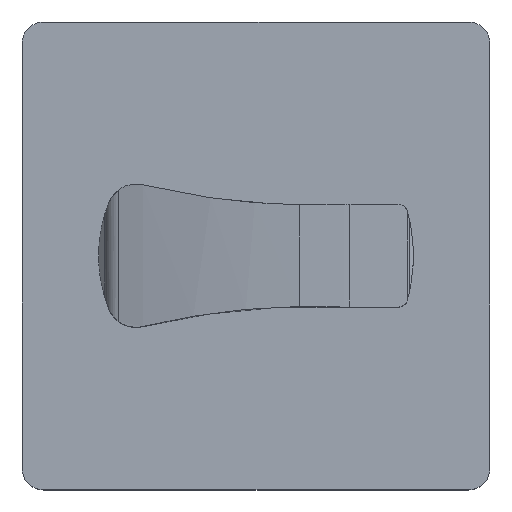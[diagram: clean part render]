
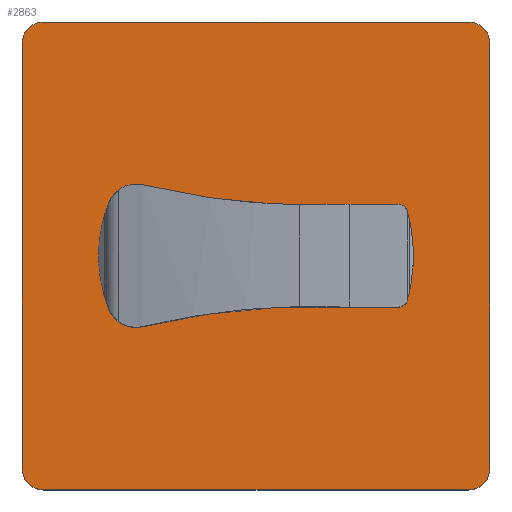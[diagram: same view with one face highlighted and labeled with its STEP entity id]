
A CAD part, top view. The second image highlights one B-rep face of the part: STEP entity #2863.
In plain terms, the highlighted planar face has unit normal (0, 0, 1).
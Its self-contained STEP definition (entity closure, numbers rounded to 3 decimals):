
#2788=CARTESIAN_POINT('',(0.,0.,12.));
#2789=DIRECTION('',(0.0,0.0,1.0));
#2790=DIRECTION('',(1.0,0.0,0.0));
#2791=AXIS2_PLACEMENT_3D('',#2788,#2789,#2790);
#2792=PLANE('',#2791);
#2793=CARTESIAN_POINT('',(32.5,29.5,12.));
#2794=VERTEX_POINT('',#2793);
#2795=CARTESIAN_POINT('',(32.5,-29.5,12.));
#2796=VERTEX_POINT('',#2795);
#2797=CARTESIAN_POINT('',(32.5,29.5,12.0));
#2798=DIRECTION('',(0.0,-1.0,0.0));
#2799=VECTOR('',#2798,59.);
#2800=LINE('',#2797,#2799);
#2801=EDGE_CURVE('',#2794,#2796,#2800,.T.);
#2802=ORIENTED_EDGE('',*,*,#2801,.F.);
#2803=CARTESIAN_POINT('',(29.5,32.5,12.));
#2804=VERTEX_POINT('',#2803);
#2805=CARTESIAN_POINT('',(29.5,29.5,12.0));
#2806=DIRECTION('',(0.0,0.0,-1.0));
#2807=DIRECTION('',(0.707,0.707,0.0));
#2808=AXIS2_PLACEMENT_3D('',#2805,#2806,#2807);
#2809=CIRCLE('',#2808,3.);
#2810=EDGE_CURVE('',#2804,#2794,#2809,.T.);
#2811=ORIENTED_EDGE('',*,*,#2810,.F.);
#2812=CARTESIAN_POINT('',(-29.5,32.5,12.));
#2813=VERTEX_POINT('',#2812);
#2814=CARTESIAN_POINT('',(-29.5,32.5,12.0));
#2815=DIRECTION('',(1.0,0.0,0.0));
#2816=VECTOR('',#2815,58.999);
#2817=LINE('',#2814,#2816);
#2818=EDGE_CURVE('',#2813,#2804,#2817,.T.);
#2819=ORIENTED_EDGE('',*,*,#2818,.F.);
#2820=CARTESIAN_POINT('',(-32.5,29.5,12.));
#2821=VERTEX_POINT('',#2820);
#2822=CARTESIAN_POINT('',(-29.5,29.5,12.0));
#2823=DIRECTION('',(0.0,0.0,-1.0));
#2824=DIRECTION('',(-0.707,0.707,0.0));
#2825=AXIS2_PLACEMENT_3D('',#2822,#2823,#2824);
#2826=CIRCLE('',#2825,3.);
#2827=EDGE_CURVE('',#2821,#2813,#2826,.T.);
#2828=ORIENTED_EDGE('',*,*,#2827,.F.);
#2829=CARTESIAN_POINT('',(-32.5,-29.501,12.));
#2830=VERTEX_POINT('',#2829);
#2831=CARTESIAN_POINT('',(-32.5,-29.501,12.0));
#2832=DIRECTION('',(0.0,1.0,0.0));
#2833=VECTOR('',#2832,59.001);
#2834=LINE('',#2831,#2833);
#2835=EDGE_CURVE('',#2830,#2821,#2834,.T.);
#2836=ORIENTED_EDGE('',*,*,#2835,.F.);
#2837=CARTESIAN_POINT('',(-29.5,-32.5,12.));
#2838=VERTEX_POINT('',#2837);
#2839=CARTESIAN_POINT('',(-29.5,-29.5,12.0));
#2840=DIRECTION('',(0.0,0.0,-1.0));
#2841=DIRECTION('',(-0.707,-0.707,0.0));
#2842=AXIS2_PLACEMENT_3D('',#2839,#2840,#2841);
#2843=CIRCLE('',#2842,3.);
#2844=EDGE_CURVE('',#2838,#2830,#2843,.T.);
#2845=ORIENTED_EDGE('',*,*,#2844,.F.);
#2846=CARTESIAN_POINT('',(29.5,-32.5,12.));
#2847=VERTEX_POINT('',#2846);
#2848=CARTESIAN_POINT('',(29.5,-32.5,12.0));
#2849=DIRECTION('',(-1.0,0.0,0.0));
#2850=VECTOR('',#2849,59.);
#2851=LINE('',#2848,#2850);
#2852=EDGE_CURVE('',#2847,#2838,#2851,.T.);
#2853=ORIENTED_EDGE('',*,*,#2852,.F.);
#2854=CARTESIAN_POINT('',(29.5,-29.5,12.0));
#2855=DIRECTION('',(0.0,0.0,-1.0));
#2856=DIRECTION('',(0.707,-0.707,0.0));
#2857=AXIS2_PLACEMENT_3D('',#2854,#2855,#2856);
#2858=CIRCLE('',#2857,3.);
#2859=EDGE_CURVE('',#2796,#2847,#2858,.T.);
#2860=ORIENTED_EDGE('',*,*,#2859,.F.);
#2861=EDGE_LOOP('',(#2802,#2811,#2819,#2828,#2836,#2845,#2853,#2860));
#2862=FACE_OUTER_BOUND('',#2861,.T.);
#2863=ADVANCED_FACE('',(#2862),#2792,.T.);
